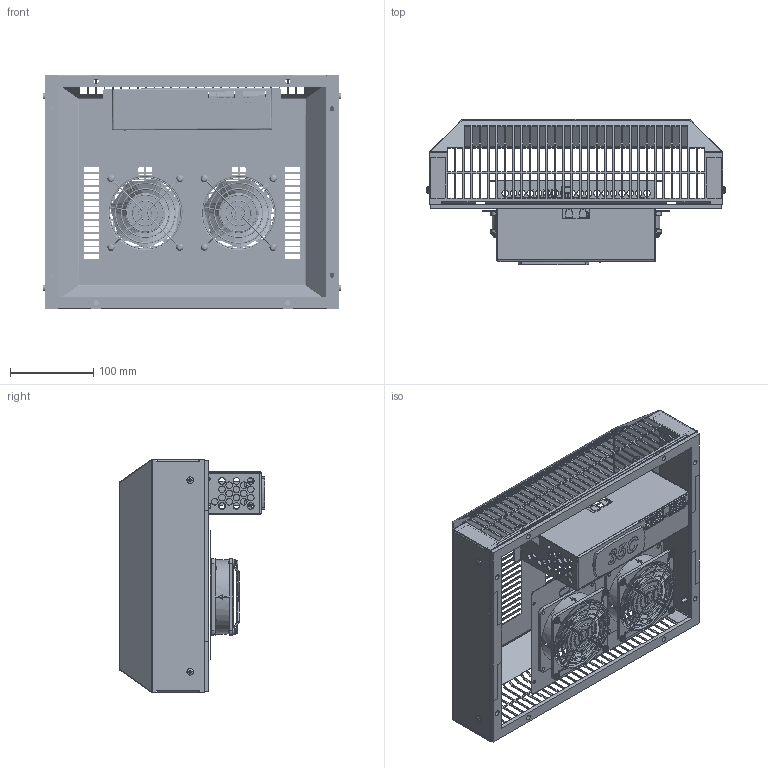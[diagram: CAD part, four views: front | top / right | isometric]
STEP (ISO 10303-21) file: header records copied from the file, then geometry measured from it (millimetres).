
FILE_DESCRIPTION((''),'2;1');
FILE_NAME('TG6105-IJ-COMPLETE_ASM_1_ASM','2023-09-20T15:13:53',('alexcam'),(''),'CREO PARAMETRIC BY PTC INC, 2018500','CREO PARAMETRIC BY PTC INC, 2018500','');
FILE_SCHEMA(('AUTOMOTIVE_DESIGN { 1 0 10303 214 1 1 1 1 }'));
Products named in the file (24): 3414NM_1; FINGER_GUARD_92X92_AXIAL_FAN_1; PLASTIC_RIVET_M4_X_6_5_ASMBLD_1; TG6105-SC-INT-DEFL_1; TG6105-INT-REDESIGN2023_ASM_1_ASM; TG6105-MODULE-REDESIGN2023_ASM__ASM; TG6105-SC-MOUNTING-INS-HOR_1; TG6105-SC-MOUNTING-INS-VERT_1; TG6105-SC-HOUSING_ASM_1_ASM; TG6105-IJ-CNTRLR-BKT_1; POPNUT_M4_HEX_OPEN_A2__1; TG6105-IJ-CNTRLR-BKT-MNF_ASM_1_ASM; CAREL-IJ_1; MC-PB7_62H04C-F_1; MC-RJ7_62H04P_1_2; MC-RJ7_62H04P_1_ASM; MC-7_62-4-PUSH-IN-ASSEMBLY_ASM__ASM; MC-PB5_08H05C-F_1; MC-5-5-PUSH-IN-ASSEMBLY_ASM_1_ASM; TG6105-IJ-CONTROLLER-BKT_ASM_1_ASM; TG6105-IJ-COVER_1; SCREW_DIN_7985-M4X10-A2_1; TG6105-IJ-COVER_ASM_1_ASM; TG6105-IJ-COMPLETE_ASM_1_ASM
Assembly tree (40 placements, depth 5):
  TG6105-IJ-COMPLETE_ASM_1_ASM
    TG6105-SC-HOUSING_ASM_1_ASM
      TG6105-MODULE-REDESIGN2023_ASM__ASM
        TG6105-INT-REDESIGN2023_ASM_1_ASM
          3414NM_1  x2
          FINGER_GUARD_92X92_AXIAL_FAN_1  x2
          PLASTIC_RIVET_M4_X_6_5_ASMBLD_1  x8
          TG6105-SC-INT-DEFL_1
      TG6105-SC-MOUNTING-INS-HOR_1  x2
      TG6105-SC-MOUNTING-INS-VERT_1  x2
    TG6105-IJ-CONTROLLER-BKT_ASM_1_ASM
      TG6105-IJ-CNTRLR-BKT-MNF_ASM_1_ASM
        TG6105-IJ-CNTRLR-BKT_1
        POPNUT_M4_HEX_OPEN_A2__1  x4
      CAREL-IJ_1
      MC-7_62-4-PUSH-IN-ASSEMBLY_ASM__ASM
        MC-PB7_62H04C-F_1
        MC-RJ7_62H04P_1_ASM
          MC-RJ7_62H04P_1_2
      MC-5-5-PUSH-IN-ASSEMBLY_ASM_1_ASM
        MC-PB5_08H05C-F_1
    TG6105-IJ-COVER_ASM_1_ASM
      TG6105-IJ-COVER_1
      SCREW_DIN_7985-M4X10-A2_1  x4
Bounding box: 358.59 x 174.4 x 280.5 mm (x, y, z)
Volume: 633116.6 mm3; surface area: 628540.9 mm2
Topology: 31 solids, 44 shells, 4565 faces, 12798 edges, 8231 vertices
Faces by surface type: plane 2919, cylinder 1033, cone 235, torus 194, bspline 114, extrusion 62, sphere 8
Entity records: 167097 total; most frequent: CARTESIAN_POINT 35833, ORIENTED_EDGE 21382, DIRECTION 19635, EDGE_CURVE 10691, PRESENTATION_STYLE_ASSIGNMENT 8542, STYLED_ITEM 8489, VECTOR 7935, LINE 7873
